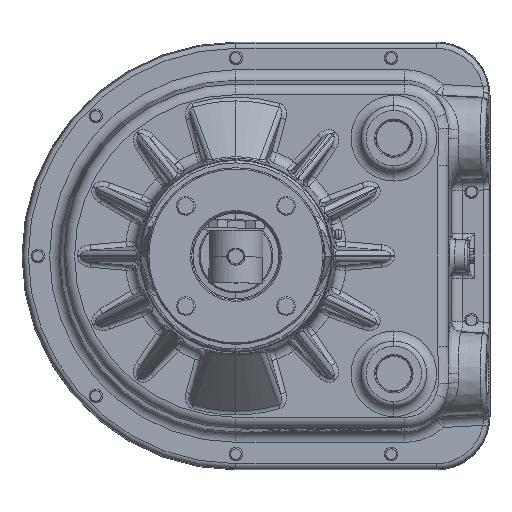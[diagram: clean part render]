
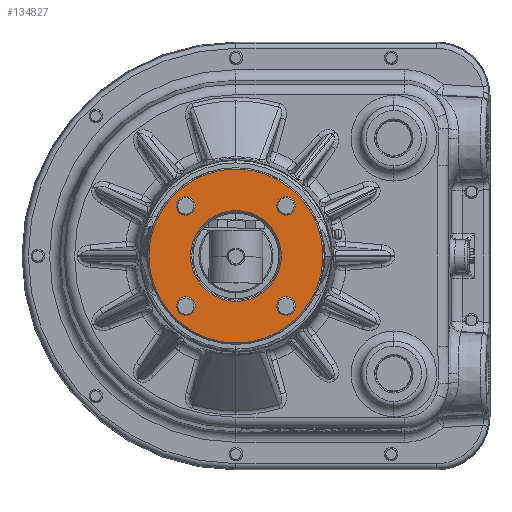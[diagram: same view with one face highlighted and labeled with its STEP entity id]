
A CAD part, front view. The second image highlights one B-rep face of the part: STEP entity #134827.
In plain terms, the highlighted planar face has unit normal (0, -1, 0).
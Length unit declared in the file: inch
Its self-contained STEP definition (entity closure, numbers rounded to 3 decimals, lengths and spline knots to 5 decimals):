
#2733 = ORIENTED_EDGE ( 'NONE', *, *, #87168, .T. ) ;
#3343 = CIRCLE ( 'NONE', #46425, 0.21875 ) ;
#5314 = FACE_BOUND ( 'NONE', #72660, .T. ) ;
#5897 = VERTEX_POINT ( 'NONE', #155848 ) ;
#7510 = CARTESIAN_POINT ( 'NONE',  ( -1.16938, -6.7915, -1.16938 ) ) ;
#7927 = EDGE_LOOP ( 'NONE', ( #42672, #2733 ) ) ;
#8664 = EDGE_CURVE ( 'NONE', #18774, #69414, #150985, .T. ) ;
#12681 = DIRECTION ( 'NONE',  ( 0., 0., -1. ) ) ;
#12719 = AXIS2_PLACEMENT_3D ( 'NONE', #7510, #109522, #45103 ) ;
#12796 = CARTESIAN_POINT ( 'NONE',  ( 1.16938, -6.7915, -1.16938 ) ) ;
#13266 = DIRECTION ( 'NONE',  ( 0., 0., -1. ) ) ;
#13917 = AXIS2_PLACEMENT_3D ( 'NONE', #42928, #18680, #119016 ) ;
#14032 = DIRECTION ( 'NONE',  ( 0., -1., 0. ) ) ;
#14185 = VERTEX_POINT ( 'NONE', #101470 ) ;
#14317 = DIRECTION ( 'NONE',  ( 0., 1., 0. ) ) ;
#14390 = ORIENTED_EDGE ( 'NONE', *, *, #155538, .F. ) ;
#14549 = ORIENTED_EDGE ( 'NONE', *, *, #164836, .F. ) ;
#18680 = DIRECTION ( 'NONE',  ( 0., 1., 0. ) ) ;
#18774 = VERTEX_POINT ( 'NONE', #88116 ) ;
#18857 = CARTESIAN_POINT ( 'NONE',  ( -1.27467, -6.7915, 0.97763 ) ) ;
#20430 = ORIENTED_EDGE ( 'NONE', *, *, #26360, .F. ) ;
#20688 = VERTEX_POINT ( 'NONE', #55348 ) ;
#21396 = CARTESIAN_POINT ( 'NONE',  ( 1.16938, -6.7915, -0.95063 ) ) ;
#24223 = DIRECTION ( 'NONE',  ( -1., 0., 0. ) ) ;
#25913 = EDGE_CURVE ( 'NONE', #120210, #110997, #26552, .T. ) ;
#26360 = EDGE_CURVE ( 'NONE', #157841, #116048, #130773, .T. ) ;
#26552 = CIRCLE ( 'NONE', #162819, 0.21875 ) ;
#35892 = CARTESIAN_POINT ( 'NONE',  ( 0., -6.7915, 0. ) ) ;
#36884 = ORIENTED_EDGE ( 'NONE', *, *, #124433, .F. ) ;
#39002 = CARTESIAN_POINT ( 'NONE',  ( 0., -6.7915, 1.06225 ) ) ;
#42079 = CIRCLE ( 'NONE', #12719, 0.21875 ) ;
#42672 = ORIENTED_EDGE ( 'NONE', *, *, #151173, .T. ) ;
#42780 = EDGE_CURVE ( 'NONE', #55194, #107524, #132696, .T. ) ;
#42891 = DIRECTION ( 'NONE',  ( 0., 0., -1. ) ) ;
#42928 = CARTESIAN_POINT ( 'NONE',  ( -1.03125, -6.7915, 0. ) ) ;
#45103 = DIRECTION ( 'NONE',  ( -1., 0., 0. ) ) ;
#45596 = EDGE_CURVE ( 'NONE', #116048, #157841, #42079, .T. ) ;
#46425 = AXIS2_PLACEMENT_3D ( 'NONE', #46853, #110458, #135575 ) ;
#46853 = CARTESIAN_POINT ( 'NONE',  ( 1.16938, -6.7915, 1.16938 ) ) ;
#50315 = CIRCLE ( 'NONE', #69075, 1.06225 ) ;
#52196 = AXIS2_PLACEMENT_3D ( 'NONE', #105150, #14032, #54143 ) ;
#54143 = DIRECTION ( 'NONE',  ( -1., 0., 0. ) ) ;
#55194 = VERTEX_POINT ( 'NONE', #163369 ) ;
#55348 = CARTESIAN_POINT ( 'NONE',  ( 1.1366, -6.7915, 1.38566 ) ) ;
#62316 = CARTESIAN_POINT ( 'NONE',  ( 0., -6.7915, 0. ) ) ;
#64135 = CARTESIAN_POINT ( 'NONE',  ( 1.16938, -6.7915, -1.16938 ) ) ;
#64884 = ORIENTED_EDGE ( 'NONE', *, *, #82640, .F. ) ;
#66484 = EDGE_LOOP ( 'NONE', ( #137611, #67060 ) ) ;
#67060 = ORIENTED_EDGE ( 'NONE', *, *, #8664, .T. ) ;
#69075 = AXIS2_PLACEMENT_3D ( 'NONE', #35892, #152980, #13266 ) ;
#69414 = VERTEX_POINT ( 'NONE', #135846 ) ;
#70154 = ORIENTED_EDGE ( 'NONE', *, *, #45596, .F. ) ;
#71306 = DIRECTION ( 'NONE',  ( 0., -1., 0. ) ) ;
#71324 = AXIS2_PLACEMENT_3D ( 'NONE', #102747, #153795, #24223 ) ;
#72660 = EDGE_LOOP ( 'NONE', ( #70154, #20430 ) ) ;
#75585 = EDGE_CURVE ( 'NONE', #69414, #18774, #93194, .T. ) ;
#77426 = AXIS2_PLACEMENT_3D ( 'NONE', #12796, #101437, #90538 ) ;
#78604 = EDGE_LOOP ( 'NONE', ( #146767, #14390 ) ) ;
#82640 = EDGE_CURVE ( 'NONE', #14185, #20688, #156322, .T. ) ;
#85565 = ORIENTED_EDGE ( 'NONE', *, *, #25913, .F. ) ;
#87168 = EDGE_CURVE ( 'NONE', #5897, #144450, #125130, .T. ) ;
#88116 = CARTESIAN_POINT ( 'NONE',  ( 0., -6.7915, 2.0315 ) ) ;
#88996 = DIRECTION ( 'NONE',  ( 0., -1., 0. ) ) ;
#90538 = DIRECTION ( 'NONE',  ( -1., 0., 0. ) ) ;
#93194 = CIRCLE ( 'NONE', #114621, 2.0315 ) ;
#93920 = FACE_OUTER_BOUND ( 'NONE', #66484, .T. ) ;
#96238 = EDGE_LOOP ( 'NONE', ( #36884, #85565 ) ) ;
#100019 = CARTESIAN_POINT ( 'NONE',  ( -1.16938, -6.7915, 1.16938 ) ) ;
#100164 = AXIS2_PLACEMENT_3D ( 'NONE', #62316, #88996, #114941 ) ;
#100913 = DIRECTION ( 'NONE',  ( -1., 0., 0. ) ) ;
#101437 = DIRECTION ( 'NONE',  ( 0., -1., 0. ) ) ;
#101470 = CARTESIAN_POINT ( 'NONE',  ( 1.20215, -6.7915, 0.9531 ) ) ;
#102747 = CARTESIAN_POINT ( 'NONE',  ( -1.16938, -6.7915, 1.16938 ) ) ;
#104029 = AXIS2_PLACEMENT_3D ( 'NONE', #149965, #71306, #160004 ) ;
#105150 = CARTESIAN_POINT ( 'NONE',  ( 1.16938, -6.7915, 1.16938 ) ) ;
#107302 = FACE_BOUND ( 'NONE', #96238, .T. ) ;
#107524 = VERTEX_POINT ( 'NONE', #18857 ) ;
#109522 = DIRECTION ( 'NONE',  ( 0., -1., 0. ) ) ;
#109559 = CIRCLE ( 'NONE', #77426, 0.21875 ) ;
#109792 = AXIS2_PLACEMENT_3D ( 'NONE', #100019, #138544, #125149 ) ;
#109803 = PLANE ( 'NONE',  #13917 ) ;
#110391 = DIRECTION ( 'NONE',  ( 0., -1., 0. ) ) ;
#110458 = DIRECTION ( 'NONE',  ( 0., -1., 0. ) ) ;
#110997 = VERTEX_POINT ( 'NONE', #21396 ) ;
#113907 = CARTESIAN_POINT ( 'NONE',  ( 0., -6.7915, 0. ) ) ;
#114390 = AXIS2_PLACEMENT_3D ( 'NONE', #113907, #14317, #12681 ) ;
#114621 = AXIS2_PLACEMENT_3D ( 'NONE', #155838, #110391, #42891 ) ;
#114941 = DIRECTION ( 'NONE',  ( 0., 0., -1. ) ) ;
#116048 = VERTEX_POINT ( 'NONE', #152083 ) ;
#117856 = CARTESIAN_POINT ( 'NONE',  ( 1.16938, -6.7915, -1.38813 ) ) ;
#119016 = DIRECTION ( 'NONE',  ( 0., 0., -1. ) ) ;
#120210 = VERTEX_POINT ( 'NONE', #117856 ) ;
#120685 = FACE_BOUND ( 'NONE', #7927, .T. ) ;
#124433 = EDGE_CURVE ( 'NONE', #110997, #120210, #109559, .T. ) ;
#125130 = CIRCLE ( 'NONE', #114390, 1.06225 ) ;
#125149 = DIRECTION ( 'NONE',  ( -1., 0., 0. ) ) ;
#127690 = DIRECTION ( 'NONE',  ( 0., -1., 0. ) ) ;
#130773 = CIRCLE ( 'NONE', #104029, 0.21875 ) ;
#132696 = CIRCLE ( 'NONE', #71324, 0.21875 ) ;
#134827 = ADVANCED_FACE ( 'NONE', ( #120685, #107302, #5314, #160849, #145798, #93920 ), #109803, .F. ) ;
#135575 = DIRECTION ( 'NONE',  ( -1., 0., 0. ) ) ;
#135846 = CARTESIAN_POINT ( 'NONE',  ( 0., -6.7915, -2.0315 ) ) ;
#137611 = ORIENTED_EDGE ( 'NONE', *, *, #75585, .T. ) ;
#138544 = DIRECTION ( 'NONE',  ( 0., -1., 0. ) ) ;
#144450 = VERTEX_POINT ( 'NONE', #39002 ) ;
#144901 = EDGE_LOOP ( 'NONE', ( #14549, #64884 ) ) ;
#145798 = FACE_BOUND ( 'NONE', #144901, .T. ) ;
#146767 = ORIENTED_EDGE ( 'NONE', *, *, #42780, .F. ) ;
#147141 = CIRCLE ( 'NONE', #109792, 0.21875 ) ;
#149965 = CARTESIAN_POINT ( 'NONE',  ( -1.16938, -6.7915, -1.16938 ) ) ;
#150985 = CIRCLE ( 'NONE', #100164, 2.0315 ) ;
#151173 = EDGE_CURVE ( 'NONE', #144450, #5897, #50315, .T. ) ;
#152083 = CARTESIAN_POINT ( 'NONE',  ( -1.16938, -6.7915, -0.95063 ) ) ;
#152980 = DIRECTION ( 'NONE',  ( 0., 1., 0. ) ) ;
#153795 = DIRECTION ( 'NONE',  ( 0., -1., 0. ) ) ;
#155538 = EDGE_CURVE ( 'NONE', #107524, #55194, #147141, .T. ) ;
#155838 = CARTESIAN_POINT ( 'NONE',  ( 0., -6.7915, 0. ) ) ;
#155848 = CARTESIAN_POINT ( 'NONE',  ( 0., -6.7915, -1.06225 ) ) ;
#156322 = CIRCLE ( 'NONE', #52196, 0.21875 ) ;
#157841 = VERTEX_POINT ( 'NONE', #161254 ) ;
#160004 = DIRECTION ( 'NONE',  ( -1., 0., 0. ) ) ;
#160849 = FACE_BOUND ( 'NONE', #78604, .T. ) ;
#161254 = CARTESIAN_POINT ( 'NONE',  ( -1.16938, -6.7915, -1.38813 ) ) ;
#162819 = AXIS2_PLACEMENT_3D ( 'NONE', #64135, #127690, #100913 ) ;
#163369 = CARTESIAN_POINT ( 'NONE',  ( -1.06409, -6.7915, 1.36112 ) ) ;
#164836 = EDGE_CURVE ( 'NONE', #20688, #14185, #3343, .T. ) ;
